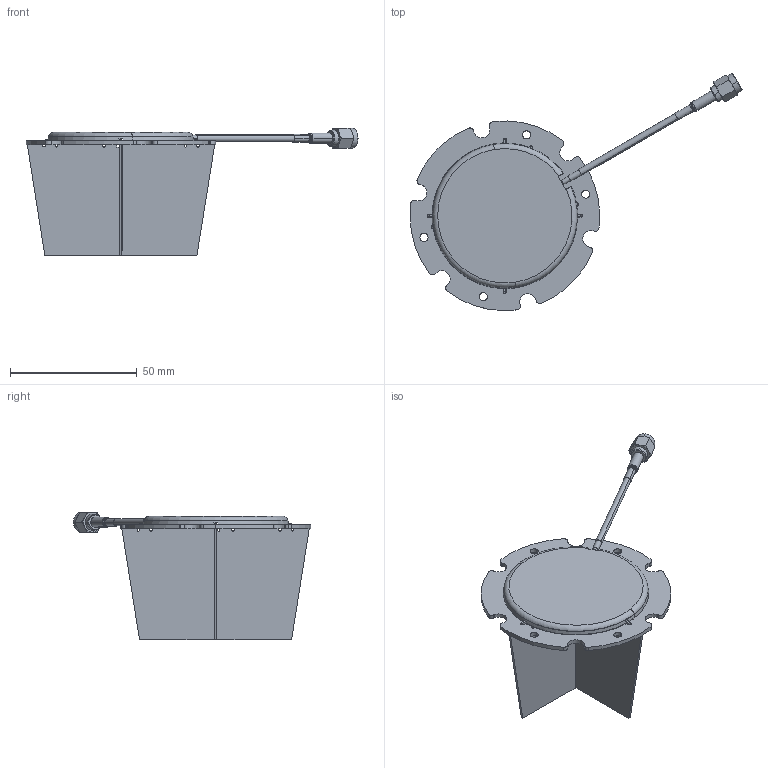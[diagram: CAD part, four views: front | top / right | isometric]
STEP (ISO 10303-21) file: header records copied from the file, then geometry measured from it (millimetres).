
FILE_DESCRIPTION (( 'STEP AP214' ), '1' );
FILE_NAME ('EAHP.60.01.0100D_Web.STEP', '2024-09-23T03:05:53', ( '' ), ( '' ), 'SwSTEP 2.0', 'SolidWorks 2022', '' );
FILE_SCHEMA (( 'AUTOMOTIVE_DESIGN' ));
Length unit declared in the file: millimetre
Products named in the file (1): EAHP.60.01.0100D_Web
Bounding box: 131.23 x 93.8 x 50.52 mm (x, y, z)
Surface area: 25504.5 mm2 (no closed solid volume)
Topology: 0 solids, 15 shells, 211 faces, 807 edges, 594 vertices
Faces by surface type: cylinder 97, plane 79, cone 16, torus 13, bspline 6
Entity records: 12952 total; most frequent: CARTESIAN_POINT 4038, DIRECTION 1324, ORIENTED_EDGE 1297, EDGE_CURVE 807, VERTEX_POINT 594, AXIS2_PLACEMENT_3D 471, LINE 382, VECTOR 382
